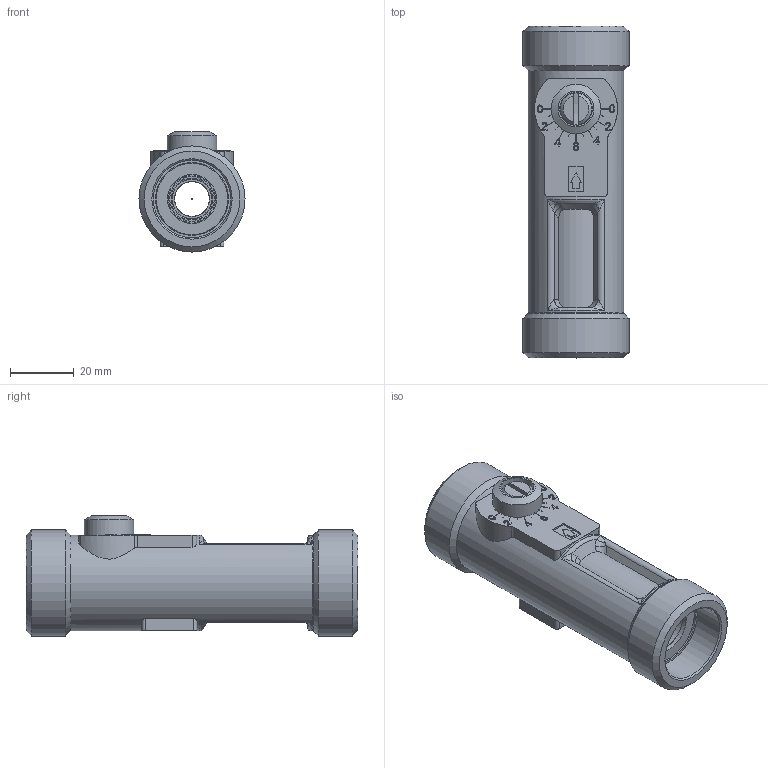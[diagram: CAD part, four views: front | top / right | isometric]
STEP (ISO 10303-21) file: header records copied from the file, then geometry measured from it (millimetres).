
FILE_DESCRIPTION( ( 'Unknown' ), '1' );
FILE_NAME( 'AV 23 Setter IL DN20 AG-AG.stp', 'Unknown', ( 'Unknown' ), ( 'Unknown' ), 'PSStep 14.0', 'Unknown', ' ' );
FILE_SCHEMA( ( 'AUTOMOTIVE_DESIGN { 1 0 10303 214 1 1 1 1 }' ) );
Length unit declared in the file: millimetre
Products named in the file (15): Assem1; AV 23 Setter IL DN20 AG-AG; AV 23 Setter IL DN20 AG-AG_0; AV 23 Setter IL DN20 AG-AG_1; AV 23 Setter IL DN20 AG-AG_2; AV 23 Setter IL DN20 AG-AG_3; AV 23 Setter IL DN20 AG-AG_4; AV 23 Setter IL DN20 AG-AG_5; AV 23 Setter IL DN20 AG-AG_6; AV 23 Setter IL DN20 AG-AG_7; AV 23 Setter IL DN20 AG-AG_8; AV 23 Setter IL DN20 AG-AG_9; AV 23 Setter IL DN20 AG-AG_10; AV 23 Setter IL DN20 AG-AG_11; AV 23 Setter IL DN20 AG-AG_12
Assembly tree (15 placements, depth 2):
  Assem1
    AV 23 Setter IL DN20 AG-AG
    AV 23 Setter IL DN20 AG-AG_0
    AV 23 Setter IL DN20 AG-AG_1
    AV 23 Setter IL DN20 AG-AG_2
    AV 23 Setter IL DN20 AG-AG_3  x2
    AV 23 Setter IL DN20 AG-AG_4
    AV 23 Setter IL DN20 AG-AG_5
    AV 23 Setter IL DN20 AG-AG_6
    AV 23 Setter IL DN20 AG-AG_7
    AV 23 Setter IL DN20 AG-AG_8
    AV 23 Setter IL DN20 AG-AG_9
    AV 23 Setter IL DN20 AG-AG_10
    AV 23 Setter IL DN20 AG-AG_11
    AV 23 Setter IL DN20 AG-AG_12
Bounding box: 33.25 x 104 x 37.62 mm (x, y, z)
Volume: 51119.5 mm3; surface area: 33435.3 mm2
Topology: 15 solids, 15 shells, 515 faces, 1313 edges, 859 vertices
Faces by surface type: plane 240, cylinder 98, extrusion 95, torus 35, bspline 22, cone 21, sphere 4
Full cylindrical faces by diameter (mm): 0.1 x2, 4.7 x2, 6.9 x2, 6.947 x1, 6.95 x1, 10 x1, 10.4 x1, 10.9 x1, 11 x1, 11.9 x2, 12 x1, 12.45 x1, 13.65 x1, 14 x1, 14.1 x1, 15.3 x1, 15.5 x1, 16.2 x1, 18.4 x2, 18.5 x1, 19.6 x4, 20 x1, 20.1 x1, 21.75 x1, 21.8 x3, 22.78 x1, 22.8 x1, 24.2 x2, 30 x1, 33.249 x2
Entity records: 28719 total; most frequent: CARTESIAN_POINT 11311, ORIENTED_EDGE 2312, DIRECTION 1917, EDGE_CURVE 1156, PRESENTATION_STYLE_ASSIGNMENT 1030, COLOUR_RGB 1030, VERTEX_POINT 803, AXIS2_PLACEMENT_3D 664
